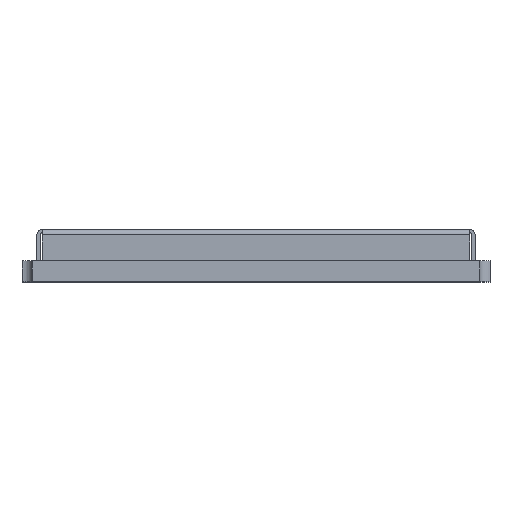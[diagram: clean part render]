
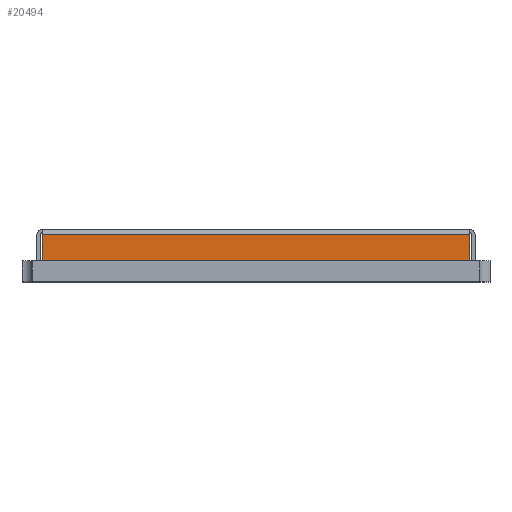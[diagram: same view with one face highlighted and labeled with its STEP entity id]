
A CAD part, top view. The second image highlights one B-rep face of the part: STEP entity #20494.
In plain terms, the highlighted planar face has unit normal (0, 0, 1).
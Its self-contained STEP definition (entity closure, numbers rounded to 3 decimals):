
#87 = CARTESIAN_POINT ( 'NONE',  ( -10.53, 37.734, 12.53 ) ) ;
#123 = LINE ( 'NONE', #18120, #4829 ) ;
#1845 = ORIENTED_EDGE ( 'NONE', *, *, #29352, .F. ) ;
#2599 = DIRECTION ( 'NONE',  ( 0., 0., -1. ) ) ;
#4038 = VERTEX_POINT ( 'NONE', #31035 ) ;
#4089 = CARTESIAN_POINT ( 'NONE',  ( -10.53, 1., 12.53 ) ) ;
#4378 = DIRECTION ( 'NONE',  ( 0., 1., 0. ) ) ;
#4829 = VECTOR ( 'NONE', #18227, 1000. ) ;
#5344 = DIRECTION ( 'NONE',  ( 0., 1., 0. ) ) ;
#6953 = AXIS2_PLACEMENT_3D ( 'NONE', #87, #2599, #14782 ) ;
#7737 = VERTEX_POINT ( 'NONE', #23110 ) ;
#9117 = VECTOR ( 'NONE', #5344, 1000. ) ;
#9907 = LINE ( 'NONE', #11184, #9117 ) ;
#10770 = VERTEX_POINT ( 'NONE', #27733 ) ;
#11184 = CARTESIAN_POINT ( 'NONE',  ( -10.28, 0., 12.53 ) ) ;
#12813 = EDGE_CURVE ( 'NONE', #7737, #4038, #17238, .T. ) ;
#13205 = CARTESIAN_POINT ( 'NONE',  ( 10.28, 2.25, 12.53 ) ) ;
#14782 = DIRECTION ( 'NONE',  ( -1., 0., 0. ) ) ;
#17238 = LINE ( 'NONE', #4089, #31389 ) ;
#18120 = CARTESIAN_POINT ( 'NONE',  ( -10.53, 2.25, 12.53 ) ) ;
#18227 = DIRECTION ( 'NONE',  ( -1., 0., 0. ) ) ;
#19090 = FACE_OUTER_BOUND ( 'NONE', #28200, .T. ) ;
#19250 = DIRECTION ( 'NONE',  ( 1., 0., 0. ) ) ;
#20062 = LINE ( 'NONE', #31979, #25531 ) ;
#20088 = PLANE ( 'NONE',  #6953 ) ;
#20494 = ADVANCED_FACE ( 'NONE', ( #19090 ), #20088, .F. ) ;
#21234 = ORIENTED_EDGE ( 'NONE', *, *, #12813, .T. ) ;
#21803 = EDGE_CURVE ( 'NONE', #24004, #10770, #123, .T. ) ;
#23110 = CARTESIAN_POINT ( 'NONE',  ( -10.28, 1., 12.53 ) ) ;
#24004 = VERTEX_POINT ( 'NONE', #13205 ) ;
#24171 = EDGE_CURVE ( 'NONE', #4038, #24004, #20062, .T. ) ;
#25531 = VECTOR ( 'NONE', #4378, 1000. ) ;
#26154 = ORIENTED_EDGE ( 'NONE', *, *, #21803, .T. ) ;
#27733 = CARTESIAN_POINT ( 'NONE',  ( -10.28, 2.25, 12.53 ) ) ;
#28200 = EDGE_LOOP ( 'NONE', ( #26154, #1845, #21234, #28212 ) ) ;
#28212 = ORIENTED_EDGE ( 'NONE', *, *, #24171, .T. ) ;
#29352 = EDGE_CURVE ( 'NONE', #7737, #10770, #9907, .T. ) ;
#31035 = CARTESIAN_POINT ( 'NONE',  ( 10.28, 1., 12.53 ) ) ;
#31389 = VECTOR ( 'NONE', #19250, 1000. ) ;
#31979 = CARTESIAN_POINT ( 'NONE',  ( 10.28, 0., 12.53 ) ) ;
